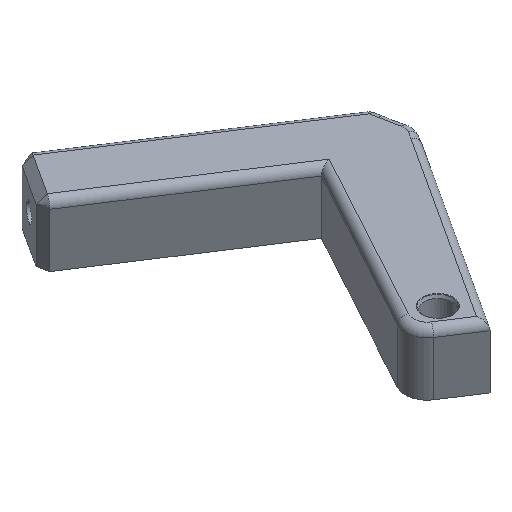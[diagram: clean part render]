
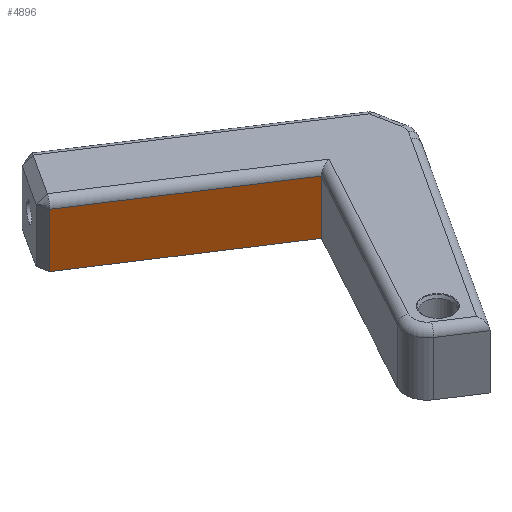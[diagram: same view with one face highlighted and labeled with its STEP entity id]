
A CAD part, isometric view. The second image highlights one B-rep face of the part: STEP entity #4896.
In plain terms, the highlighted planar face has unit normal (-0.545, -0.839, 0).
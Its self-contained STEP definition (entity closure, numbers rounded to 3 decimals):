
#507 = PLANE('',#508);
#508 = AXIS2_PLACEMENT_3D('',#509,#510,#511);
#509 = CARTESIAN_POINT('',(-43.598,146.961,0.));
#510 = DIRECTION('',(0.,0.,1.));
#511 = DIRECTION('',(-0.839,0.545,0.));
#2678 = VERTEX_POINT('',#2679);
#2679 = CARTESIAN_POINT('',(-43.392,157.558,6.7));
#2716 = CYLINDRICAL_SURFACE('',#2717,1.);
#2717 = AXIS2_PLACEMENT_3D('',#2718,#2719,#2720);
#2718 = CARTESIAN_POINT('',(-43.812,159.024,6.7));
#2719 = DIRECTION('',(0.839,-0.545,0.
    ));
#2720 = DIRECTION('',(-0.385,-0.593,0.707));
#2786 = PLANE('',#2787);
#2787 = AXIS2_PLACEMENT_3D('',#2788,#2789,#2790);
#2788 = CARTESIAN_POINT('',(-47.722,149.616,3.7));
#2789 = DIRECTION('',(0.878,-0.479,0.
    ));
#2790 = DIRECTION('',(0.,0.,1.));
#3515 = EDGE_CURVE('',#3516,#2678,#3518,.T.);
#3516 = VERTEX_POINT('',#3517);
#3517 = CARTESIAN_POINT('',(-43.392,157.558,0.));
#3518 = SURFACE_CURVE('',#3519,(#3523,#3530),.PCURVE_S1.);
#3519 = LINE('',#3520,#3521);
#3520 = CARTESIAN_POINT('',(-43.392,157.558,3.7));
#3521 = VECTOR('',#3522,1.);
#3522 = DIRECTION('',(0.,0.,1.));
#3523 = PCURVE('',#2786,#3524);
#3524 = DEFINITIONAL_REPRESENTATION('',(#3525),#3529);
#3525 = LINE('',#3526,#3527);
#3526 = CARTESIAN_POINT('',(0.,-9.046));
#3527 = VECTOR('',#3528,1.);
#3528 = DIRECTION('',(1.,0.));
#3529 = ( GEOMETRIC_REPRESENTATION_CONTEXT(2) 
PARAMETRIC_REPRESENTATION_CONTEXT() REPRESENTATION_CONTEXT('2D SPACE',''
  ) );
#3530 = PCURVE('',#3531,#3536);
#3531 = PLANE('',#3532);
#3532 = AXIS2_PLACEMENT_3D('',#3533,#3534,#3535);
#3533 = CARTESIAN_POINT('',(-50.018,161.862,3.7));
#3534 = DIRECTION('',(0.545,0.839,0.));
#3535 = DIRECTION('',(0.,0.,-1.));
#3536 = DEFINITIONAL_REPRESENTATION('',(#3537),#3541);
#3537 = LINE('',#3538,#3539);
#3538 = CARTESIAN_POINT('',(0.,-7.901));
#3539 = VECTOR('',#3540,1.);
#3540 = DIRECTION('',(-1.,0.));
#3541 = ( GEOMETRIC_REPRESENTATION_CONTEXT(2) 
PARAMETRIC_REPRESENTATION_CONTEXT() REPRESENTATION_CONTEXT('2D SPACE',''
  ) );
#3573 = EDGE_CURVE('',#3516,#3574,#3576,.T.);
#3574 = VERTEX_POINT('',#3575);
#3575 = CARTESIAN_POINT('',(-63.856,170.848,
    0.));
#3576 = SURFACE_CURVE('',#3577,(#3581,#3588),.PCURVE_S1.);
#3577 = LINE('',#3578,#3579);
#3578 = CARTESIAN_POINT('',(-44.357,158.185,0.));
#3579 = VECTOR('',#3580,1.);
#3580 = DIRECTION('',(-0.839,0.545,0.));
#3581 = PCURVE('',#507,#3582);
#3582 = DEFINITIONAL_REPRESENTATION('',(#3583),#3587);
#3583 = LINE('',#3584,#3585);
#3584 = CARTESIAN_POINT('',(6.75,-9.));
#3585 = VECTOR('',#3586,1.);
#3586 = DIRECTION('',(1.,0.));
#3587 = ( GEOMETRIC_REPRESENTATION_CONTEXT(2) 
PARAMETRIC_REPRESENTATION_CONTEXT() REPRESENTATION_CONTEXT('2D SPACE',''
  ) );
#3588 = PCURVE('',#3531,#3589);
#3589 = DEFINITIONAL_REPRESENTATION('',(#3590),#3594);
#3590 = LINE('',#3591,#3592);
#3591 = CARTESIAN_POINT('',(3.7,-6.75));
#3592 = VECTOR('',#3593,1.);
#3593 = DIRECTION('',(0.,1.));
#3594 = ( GEOMETRIC_REPRESENTATION_CONTEXT(2) 
PARAMETRIC_REPRESENTATION_CONTEXT() REPRESENTATION_CONTEXT('2D SPACE',''
  ) );
#3612 = PLANE('',#3613);
#3613 = AXIS2_PLACEMENT_3D('',#3614,#3615,#3616);
#3614 = CARTESIAN_POINT('',(-64.003,171.54,3.7));
#3615 = DIRECTION('',(-0.978,-0.208,
    0.));
#3616 = DIRECTION('',(0.,0.,1.));
#4348 = EDGE_CURVE('',#3574,#4349,#4351,.T.);
#4349 = VERTEX_POINT('',#4350);
#4350 = CARTESIAN_POINT('',(-63.856,170.848,6.7));
#4351 = SURFACE_CURVE('',#4352,(#4356,#4363),.PCURVE_S1.);
#4352 = LINE('',#4353,#4354);
#4353 = CARTESIAN_POINT('',(-63.856,170.848,3.7));
#4354 = VECTOR('',#4355,1.);
#4355 = DIRECTION('',(0.,0.,1.));
#4356 = PCURVE('',#3612,#4357);
#4357 = DEFINITIONAL_REPRESENTATION('',(#4358),#4362);
#4358 = LINE('',#4359,#4360);
#4359 = CARTESIAN_POINT('',(0.,-0.707));
#4360 = VECTOR('',#4361,1.);
#4361 = DIRECTION('',(1.,0.));
#4362 = ( GEOMETRIC_REPRESENTATION_CONTEXT(2) 
PARAMETRIC_REPRESENTATION_CONTEXT() REPRESENTATION_CONTEXT('2D SPACE',''
  ) );
#4363 = PCURVE('',#3531,#4364);
#4364 = DEFINITIONAL_REPRESENTATION('',(#4365),#4369);
#4365 = LINE('',#4366,#4367);
#4366 = CARTESIAN_POINT('',(0.,16.5));
#4367 = VECTOR('',#4368,1.);
#4368 = DIRECTION('',(-1.,0.));
#4369 = ( GEOMETRIC_REPRESENTATION_CONTEXT(2) 
PARAMETRIC_REPRESENTATION_CONTEXT() REPRESENTATION_CONTEXT('2D SPACE',''
  ) );
#4853 = EDGE_CURVE('',#4349,#2678,#4854,.T.);
#4854 = SURFACE_CURVE('',#4855,(#4859,#4888),.PCURVE_S1.);
#4855 = LINE('',#4856,#4857);
#4856 = CARTESIAN_POINT('',(-44.357,158.185,6.7));
#4857 = VECTOR('',#4858,1.);
#4858 = DIRECTION('',(0.839,-0.545,0.
    ));
#4859 = PCURVE('',#2716,#4860);
#4860 = DEFINITIONAL_REPRESENTATION('',(#4861),#4887);
#4861 = B_SPLINE_CURVE_WITH_KNOTS('',3,(#4862,#4863,#4864,#4865,#4866,
    #4867,#4868,#4869,#4870,#4871,#4872,#4873,#4874,#4875,#4876,#4877,
    #4878,#4879,#4880,#4881,#4882,#4883,#4884,#4885,#4886),
  .UNSPECIFIED.,.F.,.F.,(4,1,1,1,1,1,1,1,1,1,1,1,1,1,1,1,1,1,1,1,1,1,4),
  (-23.25,-22.141,-21.032,-19.923,
    -18.813,-17.704,-16.595,-15.486,
    -14.377,-13.268,-12.159,-11.049,
    -9.94,-8.831,-7.722,-6.613,
    -5.504,-4.395,-3.285,-2.176,
    -1.067,0.042,1.151),.UNSPECIFIED.);
#4862 = CARTESIAN_POINT('',(7.069,-23.25));
#4863 = CARTESIAN_POINT('',(7.069,-22.88));
#4864 = CARTESIAN_POINT('',(7.069,-22.141));
#4865 = CARTESIAN_POINT('',(7.069,-21.032));
#4866 = CARTESIAN_POINT('',(7.069,-19.923));
#4867 = CARTESIAN_POINT('',(7.069,-18.813));
#4868 = CARTESIAN_POINT('',(7.069,-17.704));
#4869 = CARTESIAN_POINT('',(7.069,-16.595));
#4870 = CARTESIAN_POINT('',(7.069,-15.486));
#4871 = CARTESIAN_POINT('',(7.069,-14.377));
#4872 = CARTESIAN_POINT('',(7.069,-13.268));
#4873 = CARTESIAN_POINT('',(7.069,-12.159));
#4874 = CARTESIAN_POINT('',(7.069,-11.049));
#4875 = CARTESIAN_POINT('',(7.069,-9.94));
#4876 = CARTESIAN_POINT('',(7.069,-8.831));
#4877 = CARTESIAN_POINT('',(7.069,-7.722));
#4878 = CARTESIAN_POINT('',(7.069,-6.613));
#4879 = CARTESIAN_POINT('',(7.069,-5.504));
#4880 = CARTESIAN_POINT('',(7.069,-4.395));
#4881 = CARTESIAN_POINT('',(7.069,-3.285));
#4882 = CARTESIAN_POINT('',(7.069,-2.176));
#4883 = CARTESIAN_POINT('',(7.069,-1.067));
#4884 = CARTESIAN_POINT('',(7.069,0.042));
#4885 = CARTESIAN_POINT('',(7.069,0.781));
#4886 = CARTESIAN_POINT('',(7.069,1.151));
#4887 = ( GEOMETRIC_REPRESENTATION_CONTEXT(2) 
PARAMETRIC_REPRESENTATION_CONTEXT() REPRESENTATION_CONTEXT('2D SPACE',''
  ) );
#4888 = PCURVE('',#3531,#4889);
#4889 = DEFINITIONAL_REPRESENTATION('',(#4890),#4894);
#4890 = LINE('',#4891,#4892);
#4891 = CARTESIAN_POINT('',(-3.,-6.75));
#4892 = VECTOR('',#4893,1.);
#4893 = DIRECTION('',(0.,-1.));
#4894 = ( GEOMETRIC_REPRESENTATION_CONTEXT(2) 
PARAMETRIC_REPRESENTATION_CONTEXT() REPRESENTATION_CONTEXT('2D SPACE',''
  ) );
#4896 = ADVANCED_FACE('',(#4897),#3531,.F.);
#4897 = FACE_BOUND('',#4898,.T.);
#4898 = EDGE_LOOP('',(#4899,#4900,#4901,#4902));
#4899 = ORIENTED_EDGE('',*,*,#4348,.F.);
#4900 = ORIENTED_EDGE('',*,*,#3573,.F.);
#4901 = ORIENTED_EDGE('',*,*,#3515,.T.);
#4902 = ORIENTED_EDGE('',*,*,#4853,.F.);
